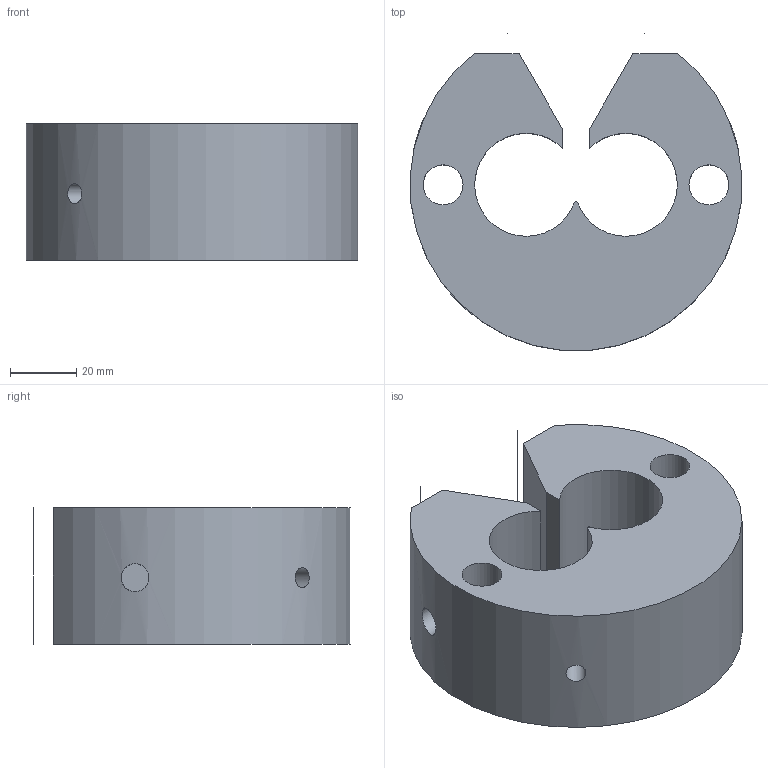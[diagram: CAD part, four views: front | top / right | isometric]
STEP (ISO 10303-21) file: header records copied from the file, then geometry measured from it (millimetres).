
FILE_DESCRIPTION(/* description */ ('Alibre Inc.'),/* implementation_level */ '2;1');
FILE_NAME(/* name */ 'export0',/* time_stamp */ '2021-01-15T10:20:06+01:00',/* author */ (''),/* organization */ (''),/* preprocessor_version */ 'ST-DEVELOPER v14',/* originating_system */ 'Alibre',/* authorisation */ '');
FILE_SCHEMA (('CONFIG_CONTROL_DESIGN'));
Length unit declared in the file: centimetre
Products named in the file (1): ID_1
Bounding box: 99.83 x 95.36 x 41 mm (x, y, z)
Volume: 208383.1 mm3; surface area: 35027.2 mm2
Topology: 3 solids, 3 shells, 32 faces, 71 edges, 48 vertices
Faces by surface type: plane 21, cylinder 11
Full cylindrical faces by diameter (mm): 6 x1, 8.376 x2, 12 x2
Entity records: 970 total; most frequent: CARTESIAN_POINT 258, ORIENTED_EDGE 130, DIRECTION 99, EDGE_CURVE 65, VERTEX_POINT 47, EDGE_LOOP 44, FACE_BOUND 44, VECTOR 38
